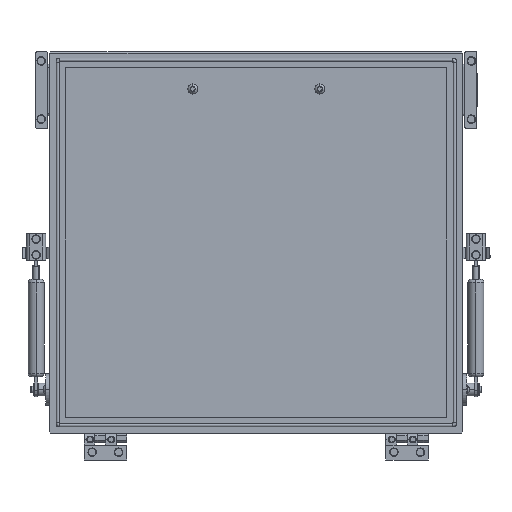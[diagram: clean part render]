
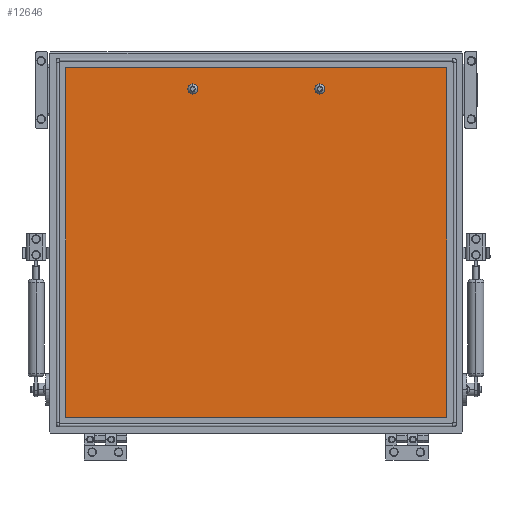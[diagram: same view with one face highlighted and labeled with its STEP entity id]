
A CAD part, front view. The second image highlights one B-rep face of the part: STEP entity #12646.
In plain terms, the highlighted planar face has unit normal (0, -1, 0).
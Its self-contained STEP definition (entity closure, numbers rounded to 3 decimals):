
#443 = VERTEX_POINT ( 'NONE', #7118 ) ;
#534 = LINE ( 'NONE', #8673, #1524 ) ;
#1239 = FACE_OUTER_BOUND ( 'NONE', #33482, .T. ) ;
#1524 = VECTOR ( 'NONE', #5426, 1000. ) ;
#2591 = VERTEX_POINT ( 'NONE', #21813 ) ;
#2700 = AXIS2_PLACEMENT_3D ( 'NONE', #3282, #12126, #15137 ) ;
#3258 = EDGE_CURVE ( 'NONE', #8116, #443, #534, .T. ) ;
#3282 = CARTESIAN_POINT ( 'NONE',  ( 60., 22.5, 145. ) ) ;
#3383 = DIRECTION ( 'NONE',  ( 0., 0., -1. ) ) ;
#5426 = DIRECTION ( 'NONE',  ( 0., 0., -1. ) ) ;
#6030 = CARTESIAN_POINT ( 'NONE',  ( 180., 22.5, 165. ) ) ;
#6161 = DIRECTION ( 'NONE',  ( 0., 0., 1. ) ) ;
#7118 = CARTESIAN_POINT ( 'NONE',  ( -180., 22.5, -165. ) ) ;
#8116 = VERTEX_POINT ( 'NONE', #9638 ) ;
#8374 = VERTEX_POINT ( 'NONE', #27006 ) ;
#8673 = CARTESIAN_POINT ( 'NONE',  ( -180., 22.5, 165. ) ) ;
#9332 = EDGE_CURVE ( 'NONE', #8374, #26746, #19199, .T. ) ;
#9465 = CARTESIAN_POINT ( 'NONE',  ( -180., 22.5, -165. ) ) ;
#9638 = CARTESIAN_POINT ( 'NONE',  ( -180., 22.5, 165. ) ) ;
#11300 = CIRCLE ( 'NONE', #2700, 2.75 ) ;
#11481 = FACE_BOUND ( 'NONE', #20460, .T. ) ;
#11487 = ORIENTED_EDGE ( 'NONE', *, *, #3258, .T. ) ;
#12126 = DIRECTION ( 'NONE',  ( 0., -1., 0. ) ) ;
#12577 = DIRECTION ( 'NONE',  ( 1., 0., 0. ) ) ;
#12639 = PLANE ( 'NONE',  #25114 ) ;
#12646 = ADVANCED_FACE ( 'NONE', ( #11481, #26519, #1239 ), #12639, .T. ) ;
#13210 = VECTOR ( 'NONE', #12577, 1000. ) ;
#13571 = VECTOR ( 'NONE', #6161, 1000. ) ;
#14293 = DIRECTION ( 'NONE',  ( 0., 0., -1. ) ) ;
#14751 = VECTOR ( 'NONE', #16391, 1000. ) ;
#15137 = DIRECTION ( 'NONE',  ( 0., 0., -1. ) ) ;
#15211 = LINE ( 'NONE', #9465, #13210 ) ;
#15633 = CARTESIAN_POINT ( 'NONE',  ( -180., 22.5, 165. ) ) ;
#16167 = DIRECTION ( 'NONE',  ( 0., -1., 0. ) ) ;
#16391 = DIRECTION ( 'NONE',  ( -1., 0., 0. ) ) ;
#16441 = EDGE_CURVE ( 'NONE', #37720, #8116, #31723, .T. ) ;
#16485 = EDGE_CURVE ( 'NONE', #26746, #8374, #32226, .T. ) ;
#16536 = EDGE_CURVE ( 'NONE', #443, #21408, #15211, .T. ) ;
#17140 = CIRCLE ( 'NONE', #23491, 2.75 ) ;
#17744 = CARTESIAN_POINT ( 'NONE',  ( -60., 22.5, 142.25 ) ) ;
#18536 = AXIS2_PLACEMENT_3D ( 'NONE', #32901, #23808, #14293 ) ;
#19199 = CIRCLE ( 'NONE', #18536, 2.75 ) ;
#19520 = ORIENTED_EDGE ( 'NONE', *, *, #16536, .T. ) ;
#19536 = ORIENTED_EDGE ( 'NONE', *, *, #9332, .F. ) ;
#20090 = EDGE_CURVE ( 'NONE', #21408, #37720, #36456, .T. ) ;
#20460 = EDGE_LOOP ( 'NONE', ( #19536, #26641 ) ) ;
#20703 = CARTESIAN_POINT ( 'NONE',  ( 180., 22.5, 165. ) ) ;
#21408 = VERTEX_POINT ( 'NONE', #22008 ) ;
#21813 = CARTESIAN_POINT ( 'NONE',  ( 60., 22.5, 147.75 ) ) ;
#22008 = CARTESIAN_POINT ( 'NONE',  ( 180., 22.5, -165. ) ) ;
#23491 = AXIS2_PLACEMENT_3D ( 'NONE', #30974, #40128, #3383 ) ;
#23808 = DIRECTION ( 'NONE',  ( 0., -1., 0. ) ) ;
#24104 = EDGE_CURVE ( 'NONE', #2591, #29463, #11300, .T. ) ;
#24964 = ORIENTED_EDGE ( 'NONE', *, *, #28741, .F. ) ;
#25114 = AXIS2_PLACEMENT_3D ( 'NONE', #15633, #16167, #28162 ) ;
#25383 = ORIENTED_EDGE ( 'NONE', *, *, #16441, .T. ) ;
#26519 = FACE_BOUND ( 'NONE', #28382, .T. ) ;
#26641 = ORIENTED_EDGE ( 'NONE', *, *, #16485, .F. ) ;
#26746 = VERTEX_POINT ( 'NONE', #17744 ) ;
#27006 = CARTESIAN_POINT ( 'NONE',  ( -60., 22.5, 147.75 ) ) ;
#27843 = CARTESIAN_POINT ( 'NONE',  ( -60., 22.5, 145. ) ) ;
#28162 = DIRECTION ( 'NONE',  ( 0., 0., -1. ) ) ;
#28382 = EDGE_LOOP ( 'NONE', ( #31576, #24964 ) ) ;
#28741 = EDGE_CURVE ( 'NONE', #29463, #2591, #17140, .T. ) ;
#29463 = VERTEX_POINT ( 'NONE', #37202 ) ;
#30670 = CARTESIAN_POINT ( 'NONE',  ( -180., 22.5, 165. ) ) ;
#30974 = CARTESIAN_POINT ( 'NONE',  ( 60., 22.5, 145. ) ) ;
#31208 = DIRECTION ( 'NONE',  ( 0., -1., 0. ) ) ;
#31576 = ORIENTED_EDGE ( 'NONE', *, *, #24104, .F. ) ;
#31723 = LINE ( 'NONE', #30670, #14751 ) ;
#31872 = DIRECTION ( 'NONE',  ( 0., 0., -1. ) ) ;
#32226 = CIRCLE ( 'NONE', #36747, 2.75 ) ;
#32901 = CARTESIAN_POINT ( 'NONE',  ( -60., 22.5, 145. ) ) ;
#33482 = EDGE_LOOP ( 'NONE', ( #11487, #19520, #37922, #25383 ) ) ;
#36456 = LINE ( 'NONE', #6030, #13571 ) ;
#36747 = AXIS2_PLACEMENT_3D ( 'NONE', #27843, #31208, #31872 ) ;
#37202 = CARTESIAN_POINT ( 'NONE',  ( 60., 22.5, 142.25 ) ) ;
#37720 = VERTEX_POINT ( 'NONE', #20703 ) ;
#37922 = ORIENTED_EDGE ( 'NONE', *, *, #20090, .T. ) ;
#40128 = DIRECTION ( 'NONE',  ( 0., -1., 0. ) ) ;
